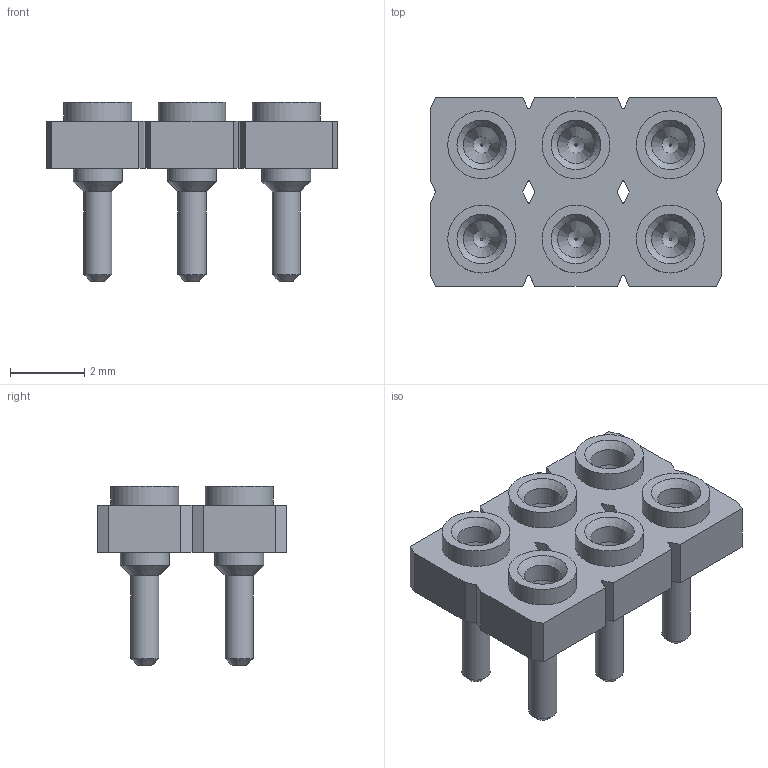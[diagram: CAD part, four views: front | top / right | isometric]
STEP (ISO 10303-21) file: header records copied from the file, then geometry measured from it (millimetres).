
FILE_DESCRIPTION(('STEP AP214'), '1');
FILE_NAME('SL-105-TT-12', '2017-07-15T12:48:34', ('Nobody'), (''), 'ASCON STEP Converter 1.3', 'ASCON Math Kernel', '');
FILE_SCHEMA(('AUTOMOTIVE_DESIGN { 1 0 10303 214 3 1 1}'));
Length unit declared in the file: millimetre
Assembly tree (6 placements, depth 2):
  (unnamed)
    (unnamed)  x6
Bounding box: 7.85 x 5.08 x 4.83 mm (x, y, z)
Volume: 58.9 mm3; surface area: 316.1 mm2
Topology: 7 solids, 7 shells, 170 faces, 342 edges, 210 vertices
Faces by surface type: plane 72, cylinder 56, cone 42
Full cylindrical faces by diameter (mm): 0.55 x6, 0.76 x6, 1 x12, 1.32 x18, 1.83 x6
Entity records: 2815 total; most frequent: DIRECTION 358, CARTESIAN_POINT 349, ORIENTED_EDGE 314, EDGE_CURVE 157, AXIS2_PLACEMENT_3D 124, VERTEX_POINT 115, EDGE_LOOP 110, LINE 110
